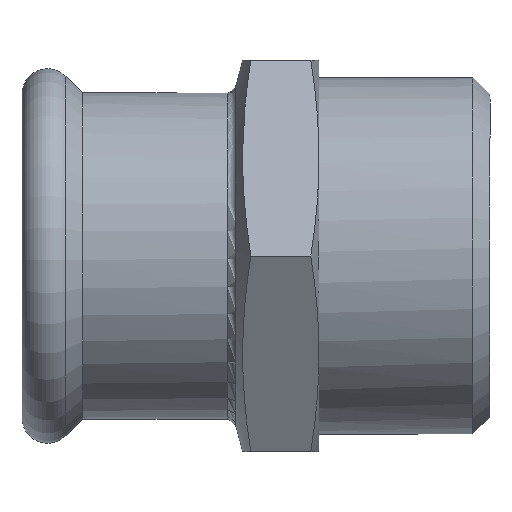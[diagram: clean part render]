
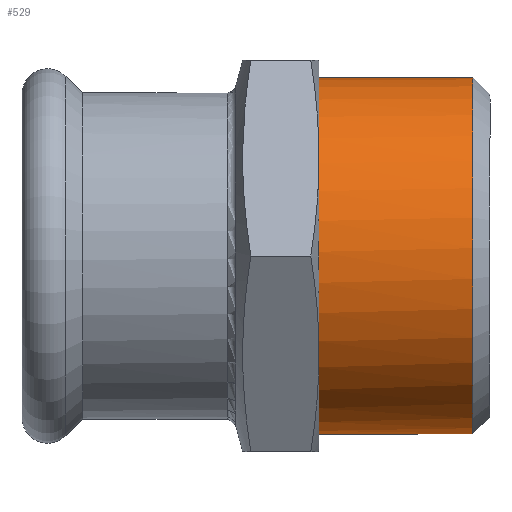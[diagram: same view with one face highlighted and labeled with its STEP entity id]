
A CAD part, front view. The second image highlights one B-rep face of the part: STEP entity #529.
In plain terms, the highlighted cylindrical face has radius 20.955 mm (diameter 41.91 mm), a full revolution.
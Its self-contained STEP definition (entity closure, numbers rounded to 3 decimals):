
#19=CYLINDRICAL_SURFACE('',#594,20.955);
#57=FACE_OUTER_BOUND('',#91,.T.);
#91=EDGE_LOOP('',(#384,#385,#386,#387,#388));
#122=CIRCLE('',#585,20.955);
#124=CIRCLE('',#595,20.955);
#125=CIRCLE('',#596,20.955);
#175=LINE('',#1032,#192);
#192=VECTOR('',#700,20.955);
#219=VERTEX_POINT('',#919);
#226=VERTEX_POINT('',#1028);
#227=VERTEX_POINT('',#1029);
#270=EDGE_CURVE('',#219,#219,#122,.T.);
#284=EDGE_CURVE('',#226,#227,#124,.T.);
#285=EDGE_CURVE('',#227,#226,#125,.T.);
#286=EDGE_CURVE('',#227,#219,#175,.T.);
#384=ORIENTED_EDGE('',*,*,#284,.F.);
#385=ORIENTED_EDGE('',*,*,#285,.F.);
#386=ORIENTED_EDGE('',*,*,#286,.T.);
#387=ORIENTED_EDGE('',*,*,#270,.T.);
#388=ORIENTED_EDGE('',*,*,#286,.F.);
#529=ADVANCED_FACE('',(#57),#19,.T.);
#585=AXIS2_PLACEMENT_3D('',#920,#674,#675);
#594=AXIS2_PLACEMENT_3D('',#1027,#694,#695);
#595=AXIS2_PLACEMENT_3D('',#1030,#696,#697);
#596=AXIS2_PLACEMENT_3D('',#1031,#698,#699);
#674=DIRECTION('center_axis',(1.,0.,0.));
#675=DIRECTION('ref_axis',(0.,-1.,0.));
#694=DIRECTION('center_axis',(1.,0.,0.));
#695=DIRECTION('ref_axis',(0.,-0.878,-0.479));
#696=DIRECTION('center_axis',(1.,0.,0.));
#697=DIRECTION('ref_axis',(0.,-1.,0.));
#698=DIRECTION('center_axis',(1.,0.,0.));
#699=DIRECTION('ref_axis',(0.,-1.,0.));
#700=DIRECTION('',(-1.,0.,0.));
#919=CARTESIAN_POINT('',(34.9,18.39,10.046));
#920=CARTESIAN_POINT('Origin',(34.9,0.,0.));
#1027=CARTESIAN_POINT('Origin',(39.95,0.,0.));
#1028=CARTESIAN_POINT('',(53.,-18.63,-9.593));
#1029=CARTESIAN_POINT('',(53.,18.39,10.046));
#1030=CARTESIAN_POINT('Origin',(53.,0.,0.));
#1031=CARTESIAN_POINT('Origin',(53.,0.,0.));
#1032=CARTESIAN_POINT('',(39.95,18.39,10.046));
